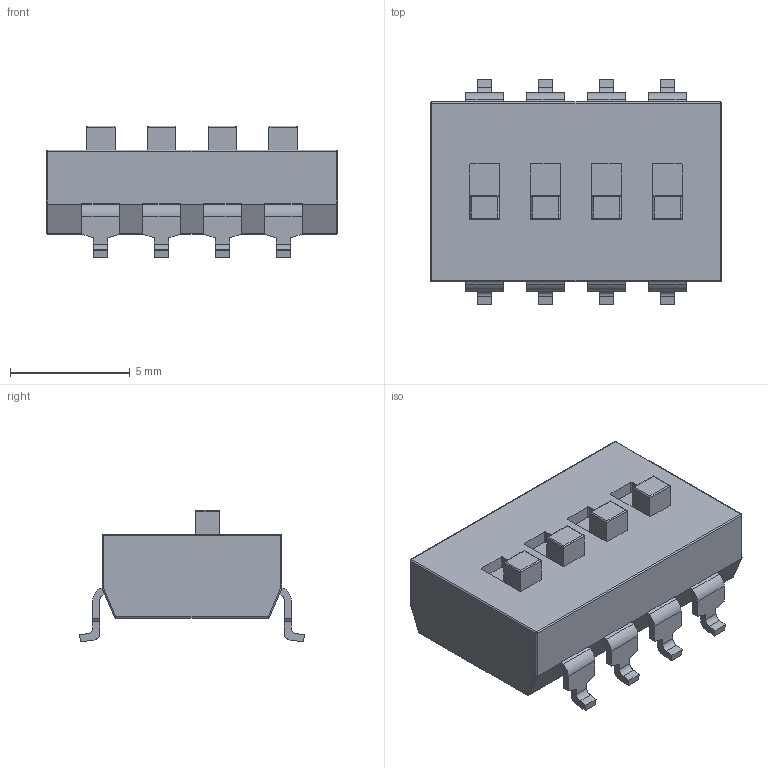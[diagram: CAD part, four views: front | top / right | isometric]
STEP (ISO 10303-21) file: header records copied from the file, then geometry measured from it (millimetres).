
FILE_DESCRIPTION(/* description */ ('Unknown'),/* implementation_level */ '2;1');
FILE_NAME(/* name */ 'ADE04S04',/* time_stamp */ '2023-07-10T11:41:18+02:00',/* author */ ('Unknown'),/* organization */ ('Unknown'),/* preprocessor_version */ 'ST-DEVELOPER v18.102',/* originating_system */ 'Solid Edge',/* authorisation */ 'Unknown');
FILE_SCHEMA (('AUTOMOTIVE_DESIGN {1 0 10303 214 3 1 1}'));
Length unit declared in the file: millimetre
Products named in the file (1): ADE04S04
Bounding box: 12.14 x 9.38 x 5.5 mm (x, y, z)
Volume: 318.8 mm3; surface area: 406.1 mm2
Topology: 1 solids, 1 shells, 240 faces, 654 edges, 416 vertices
Faces by surface type: plane 152, cylinder 80, sphere 8
Entity records: 9143 total; most frequent: CARTESIAN_POINT 1303, ORIENTED_EDGE 1292, DIRECTION 1268, EDGE_CURVE 646, LINE 506, VECTOR 506, VERTEX_POINT 416, AXIS2_PLACEMENT_3D 381
